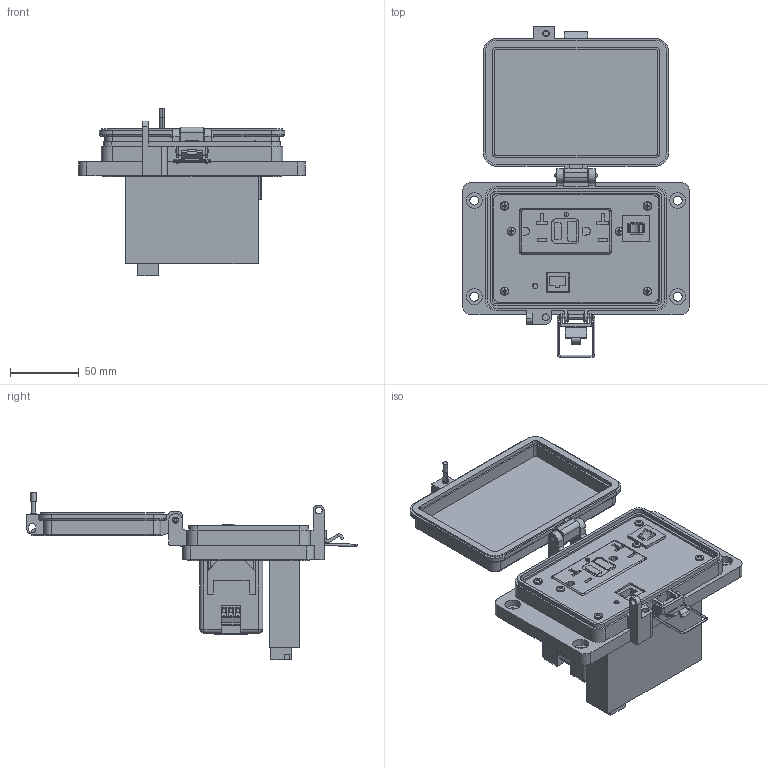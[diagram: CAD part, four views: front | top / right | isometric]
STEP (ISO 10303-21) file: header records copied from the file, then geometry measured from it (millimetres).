
FILE_DESCRIPTION (( 'STEP AP214' ), '1' );
FILE_NAME ('P-E5-M4RF10_3D.STEP', '2017-10-03T20:22:54', ( '' ), ( '' ), 'SwSTEP 2.0', 'SolidWorks 2017', '' );
FILE_SCHEMA (( 'AUTOMOTIVE_DESIGN' ));
Length unit declared in the file: millimetre
Products named in the file (9): P-E5-M4RF10_FP; P-E5-M4RF10_BP; P-E5-M4RF10_3D; E5; H-X-M4; Z-CB-SM; 92005A124_METRIC PAN HEAD PHILLIPS MACHINE SCREW_92005A124; RF_RF Clipped; Z-200-OTLT-RIOF_RF Clipped
Assembly tree (13 placements, depth 3):
  P-E5-M4RF10_3D
    P-E5-M4RF10_BP
    P-E5-M4RF10_FP
    RF_RF Clipped
      Z-200-OTLT-RIOF_RF Clipped
    92005A124_METRIC PAN HEAD PHILLIPS MACHINE SCREW_92005A124  x6
    Z-CB-SM
    H-X-M4
    E5
Bounding box: 164.96 x 240.59 x 121.99 mm (x, y, z)
Volume: 505238.4 mm3; surface area: 226469.8 mm2
Topology: 42 solids, 42 shells, 3267 faces, 8926 edges, 5844 vertices
Faces by surface type: plane 1514, cylinder 1470, bspline 184, cone 63, torus 24, sphere 12
Entity records: 98867 total; most frequent: CARTESIAN_POINT 20579, ORIENTED_EDGE 12530, DIRECTION 11173, EDGE_CURVE 6265, LINE 4123, VECTOR 4123, VERTEX_POINT 4099, AXIS2_PLACEMENT_3D 3525
